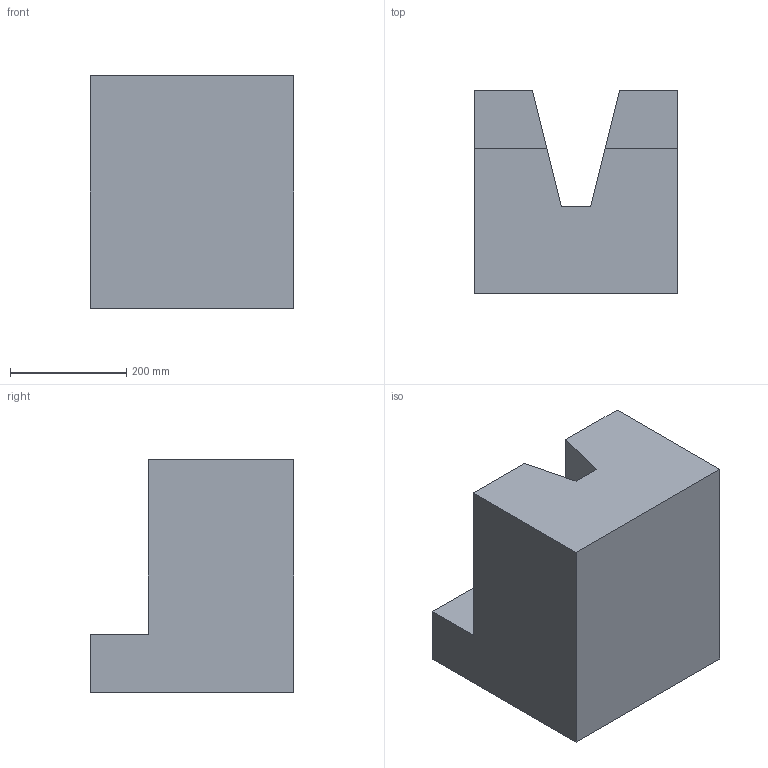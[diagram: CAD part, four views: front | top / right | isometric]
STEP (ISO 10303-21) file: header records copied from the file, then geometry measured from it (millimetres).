
FILE_DESCRIPTION(('CATIA V5 STEP Exchange'),'2;1');
FILE_NAME('PIECE B.stp','2023-10-16T12:18:02+00:00',('none'),('none'),'CATIA Unofficial Packaging Version SP3','CATIA V5 STEP AP203','none');
FILE_SCHEMA(('CONFIG_CONTROL_DESIGN'));
Length unit declared in the file: millimetre
Products named in the file (1): PIECE B
Bounding box: 350 x 350 x 400 mm (x, y, z)
Volume: 34250000 mm3; surface area: 783077.6 mm2
Topology: 1 solids, 1 shells, 14 faces, 36 edges, 24 vertices
Faces by surface type: plane 14
Entity records: 446 total; most frequent: CARTESIAN_POINT 72, ORIENTED_EDGE 72, DIRECTION 58, VECTOR 36, EDGE_CURVE 36, LINE 36, VERTEX_POINT 24, ADVANCED_FACE 14
